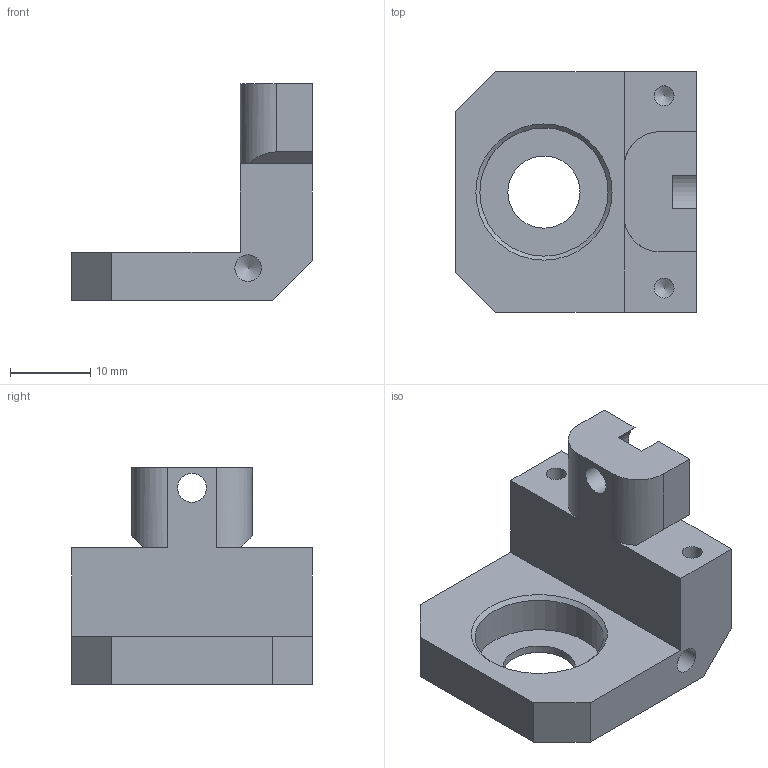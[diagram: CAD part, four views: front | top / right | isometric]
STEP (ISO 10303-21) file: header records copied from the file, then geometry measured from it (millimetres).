
FILE_DESCRIPTION( ( 'STEP AP203' ), '1' );
FILE_NAME( ' ', ' ', ( ' ' ), ( ' ' ), 'PSStep 10.0', ' ', ' ' );
FILE_SCHEMA( ( 'CONFIG_CONTROL_DESIGN' ) );
Length unit declared in the file: millimetre
Products named in the file (1): 1
Bounding box: 30 x 30 x 27 mm (x, y, z)
Volume: 7655.2 mm3; surface area: 4154.3 mm2
Topology: 1 solids, 1 shells, 34 faces, 95 edges, 64 vertices
Faces by surface type: plane 19, cylinder 10, cone 5
Full cylindrical faces by diameter (mm): 2.5 x2, 3.3 x2, 3.6 x1, 9 x1, 16 x1
Entity records: 1007 total; most frequent: DIRECTION 165, CARTESIAN_POINT 164, ORIENTED_EDGE 144, EDGE_CURVE 72, AXIS2_PLACEMENT_3D 58, VERTEX_POINT 57, EDGE_LOOP 51, LINE 49
